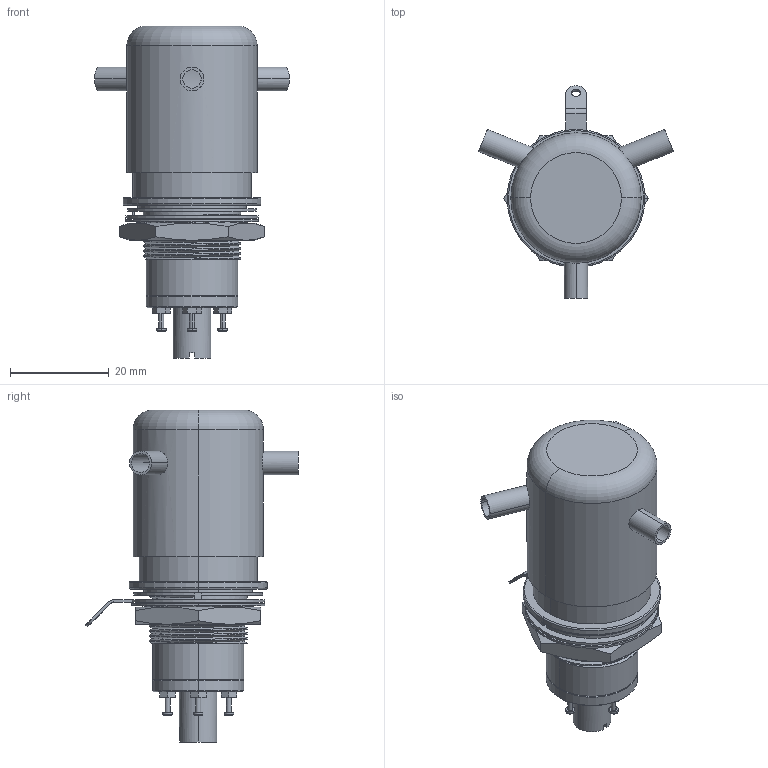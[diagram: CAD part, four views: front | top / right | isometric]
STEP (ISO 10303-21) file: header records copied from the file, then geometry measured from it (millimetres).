
FILE_DESCRIPTION (( 'STEP AP214' ), '1' );
FILE_NAME ('G2LSP_G8LSP_G15LSP_step_083018.STEP', '2018-08-30T18:26:20', ( 'User' ), ( '' ), 'SwSTEP 2.0', 'SolidWorks 2018', '' );
FILE_SCHEMA (( 'AUTOMOTIVE_DESIGN' ));
Length unit declared in the file: inch
Products named in the file (1): G2LSP_G8LSP_G15LSP_step_083018
Bounding box: 39.49 x 43.16 x 67.31 mm (x, y, z)
Volume: 23874.1 mm3; surface area: 14099.5 mm2
Topology: 12 solids, 12 shells, 720 faces, 1881 edges, 1217 vertices
Faces by surface type: plane 255, cylinder 244, bspline 103, cone 92, torus 26
Entity records: 38597 total; most frequent: CARTESIAN_POINT 12826, ORIENTED_EDGE 3762, DIRECTION 2875, EDGE_CURVE 1881, VERTEX_POINT 1217, AXIS2_PLACEMENT_3D 1041, LINE 793, VECTOR 793
